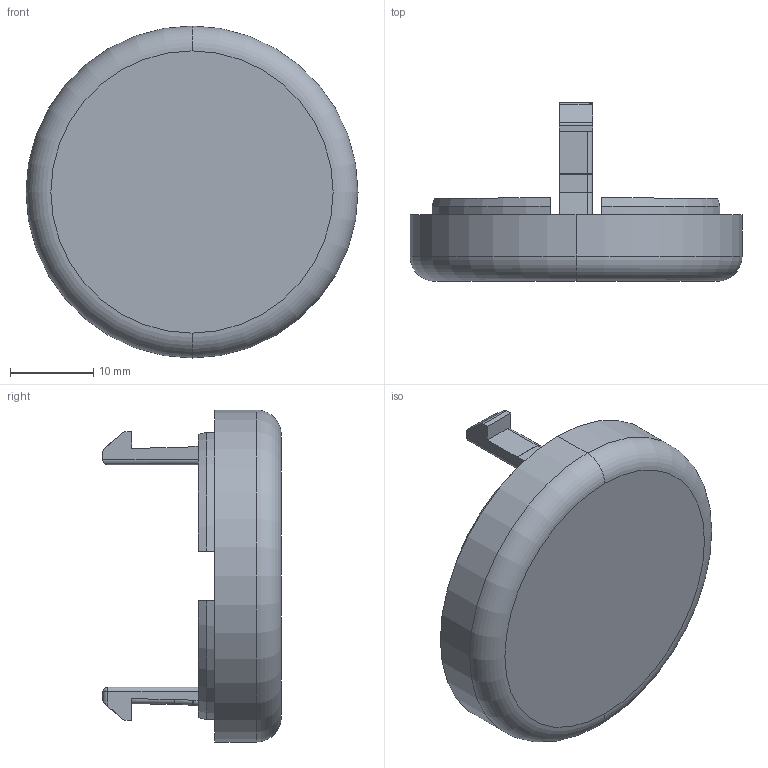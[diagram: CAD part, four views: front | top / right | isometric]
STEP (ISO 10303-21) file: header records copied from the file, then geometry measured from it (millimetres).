
FILE_DESCRIPTION (( 'STEP AP214' ), '1' );
FILE_NAME ('SensorTop_0.STEP', '2025-05-09T18:45:47', ( '' ), ( '' ), 'SwSTEP 2.0', 'SolidWorks 2021', '' );
FILE_SCHEMA (( 'AUTOMOTIVE_DESIGN' ));
Length unit declared in the file: millimetre
Products named in the file (1): SensorTop_0
Bounding box: 40 x 21.5 x 40 mm (x, y, z)
Volume: 7815.5 mm3; surface area: 4494.7 mm2
Topology: 1 solids, 1 shells, 109 faces, 302 edges, 194 vertices
Faces by surface type: plane 67, cylinder 30, torus 6, cone 4, bspline 2
Entity records: 3522 total; most frequent: CARTESIAN_POINT 740, ORIENTED_EDGE 600, DIRECTION 550, EDGE_CURVE 300, LINE 214, VECTOR 214, VERTEX_POINT 194, AXIS2_PLACEMENT_3D 168
